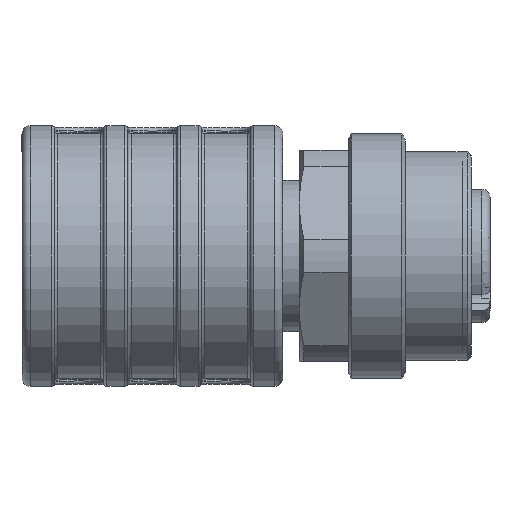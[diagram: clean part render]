
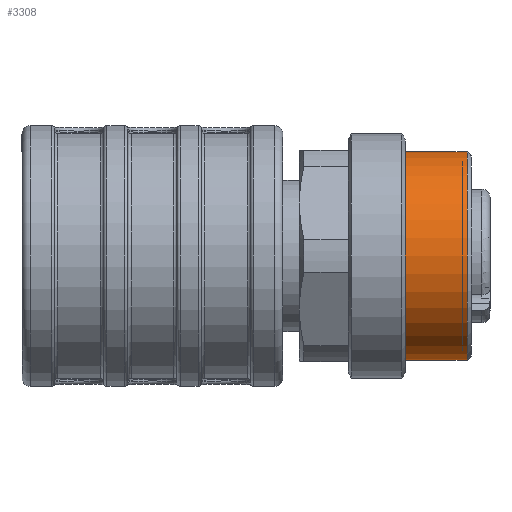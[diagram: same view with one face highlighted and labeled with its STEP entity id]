
A CAD part, left-side view. The second image highlights one B-rep face of the part: STEP entity #3308.
In plain terms, the highlighted cylindrical face has radius 6.4 mm (diameter 12.8 mm), a full revolution.
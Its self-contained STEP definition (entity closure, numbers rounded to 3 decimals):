
#3308=ADVANCED_FACE('',(#3704,#3705),#3525,.T.);
#3525=CYLINDRICAL_SURFACE('',#10957,6.4);
#3704=FACE_BOUND('',#4398,.T.);
#3705=FACE_BOUND('',#4399,.T.);
#4398=EDGE_LOOP('',(#7166));
#4399=EDGE_LOOP('',(#7167));
#7166=ORIENTED_EDGE('',*,*,#9569,.T.);
#7167=ORIENTED_EDGE('',*,*,#9570,.T.);
#8165=VERTEX_POINT('',#19391);
#8166=VERTEX_POINT('',#19394);
#9569=EDGE_CURVE('',#8165,#8165,#10045,.T.);
#9570=EDGE_CURVE('',#8166,#8166,#10046,.T.);
#10045=CIRCLE('',#10954,6.4);
#10046=CIRCLE('',#10956,6.4);
#10954=AXIS2_PLACEMENT_3D('',#19390,#13423,#13424);
#10956=AXIS2_PLACEMENT_3D('',#19393,#13427,#13428);
#10957=AXIS2_PLACEMENT_3D('',#19395,#13429,#13430);
#13423=DIRECTION('',(0.,1.,0.));
#13424=DIRECTION('',(1.,0.,0.));
#13427=DIRECTION('',(0.,-1.,0.));
#13428=DIRECTION('',(0.,0.,-1.));
#13429=DIRECTION('',(0.,-1.,0.));
#13430=DIRECTION('',(0.,0.,1.));
#19390=CARTESIAN_POINT('',(37.901,-19.3,0.));
#19391=CARTESIAN_POINT('',(44.301,-19.3,0.));
#19393=CARTESIAN_POINT('',(37.901,-15.5,0.));
#19394=CARTESIAN_POINT('',(37.901,-15.5,-6.4));
#19395=CARTESIAN_POINT('',(37.901,-19.5,0.));
